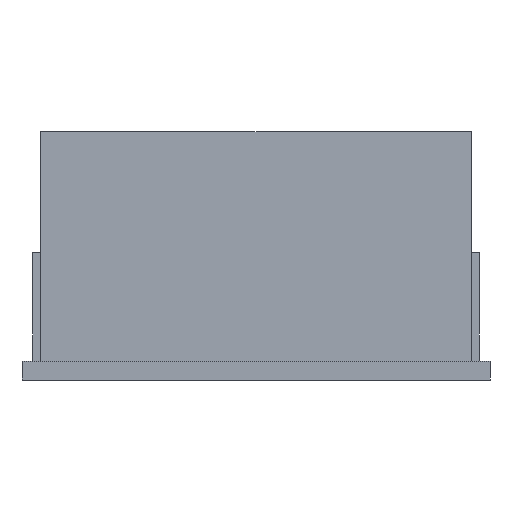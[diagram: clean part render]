
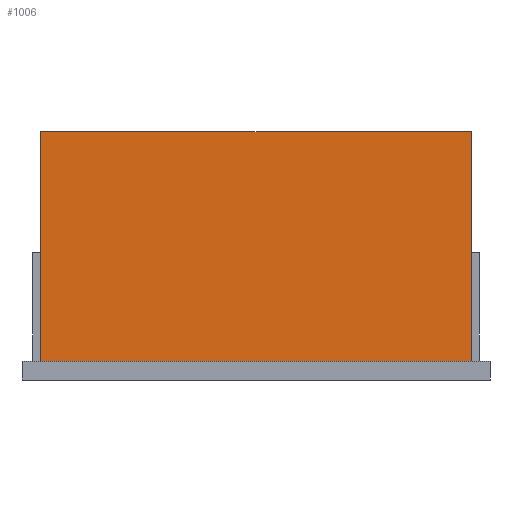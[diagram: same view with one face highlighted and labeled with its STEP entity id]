
A CAD part, front view. The second image highlights one B-rep face of the part: STEP entity #1006.
In plain terms, the highlighted planar face has unit normal (0, -1, 0).
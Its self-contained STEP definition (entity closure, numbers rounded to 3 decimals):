
#349 = VERTEX_POINT ( 'NONE', #4249 ) ;
#656 = EDGE_CURVE ( 'NONE', #690, #657, #5151, .T. ) ;
#657 = VERTEX_POINT ( 'NONE', #5232 ) ;
#689 = EDGE_CURVE ( 'NONE', #349, #690, #5332, .T. ) ;
#690 = VERTEX_POINT ( 'NONE', #5328 ) ;
#1006 = ADVANCED_FACE ( 'NONE', ( #5921 ), #5906, .T. ) ;
#1007 = EDGE_LOOP ( 'NONE', ( #1008, #1009, #1010, #1011 ) ) ;
#1008 = ORIENTED_EDGE ( 'NONE', *, *, #1212, .F. ) ;
#1009 = ORIENTED_EDGE ( 'NONE', *, *, #656, .F. ) ;
#1010 = ORIENTED_EDGE ( 'NONE', *, *, #689, .F. ) ;
#1011 = ORIENTED_EDGE ( 'NONE', *, *, #1041, .F. ) ;
#1041 = EDGE_CURVE ( 'NONE', #1213, #349, #3323, .T. ) ;
#1212 = EDGE_CURVE ( 'NONE', #657, #1213, #2211, .T. ) ;
#1213 = VERTEX_POINT ( 'NONE', #2207 ) ;
#2207 = CARTESIAN_POINT ( 'NONE',  ( -18.2, 0., 0. ) ) ;
#2208 = DIRECTION ( 'NONE',  ( 0., 0., 1. ) ) ;
#2209 = VECTOR ( 'NONE', #2208, 1000. ) ;
#2210 = CARTESIAN_POINT ( 'NONE',  ( -18.2, 0., 0. ) ) ;
#2211 = LINE ( 'NONE', #2210, #2209 ) ;
#3319 = DIRECTION ( 'NONE',  ( 1., 0., 0. ) ) ;
#3320 = VECTOR ( 'NONE', #3319, 1000. ) ;
#3321 = CARTESIAN_POINT ( 'NONE',  ( -18.2, 0., 0. ) ) ;
#3323 = LINE ( 'NONE', #3321, #3320 ) ;
#4249 = CARTESIAN_POINT ( 'NONE',  ( 0., 0., 0. ) ) ;
#5150 = CARTESIAN_POINT ( 'NONE',  ( -18.2, 0., -9.7 ) ) ;
#5151 = LINE ( 'NONE', #5150, #5234 ) ;
#5232 = CARTESIAN_POINT ( 'NONE',  ( -18.2, 0., -9.7 ) ) ;
#5233 = DIRECTION ( 'NONE',  ( -1., 0., 0. ) ) ;
#5234 = VECTOR ( 'NONE', #5233, 1000. ) ;
#5328 = CARTESIAN_POINT ( 'NONE',  ( 0., 0., -9.7 ) ) ;
#5329 = DIRECTION ( 'NONE',  ( 0., 0., -1. ) ) ;
#5330 = VECTOR ( 'NONE', #5329, 1000. ) ;
#5331 = CARTESIAN_POINT ( 'NONE',  ( 0., 0., 0. ) ) ;
#5332 = LINE ( 'NONE', #5331, #5330 ) ;
#5900 = DIRECTION ( 'NONE',  ( -1., 0., 0. ) ) ;
#5901 = DIRECTION ( 'NONE',  ( 0., -1., 0. ) ) ;
#5902 = CARTESIAN_POINT ( 'NONE',  ( -18.2, 0., 0. ) ) ;
#5903 = AXIS2_PLACEMENT_3D ( 'NONE', #5902, #5901, #5900 ) ;
#5906 = PLANE ( 'NONE',  #5903 ) ;
#5921 = FACE_OUTER_BOUND ( 'NONE', #1007, .T. ) ;
